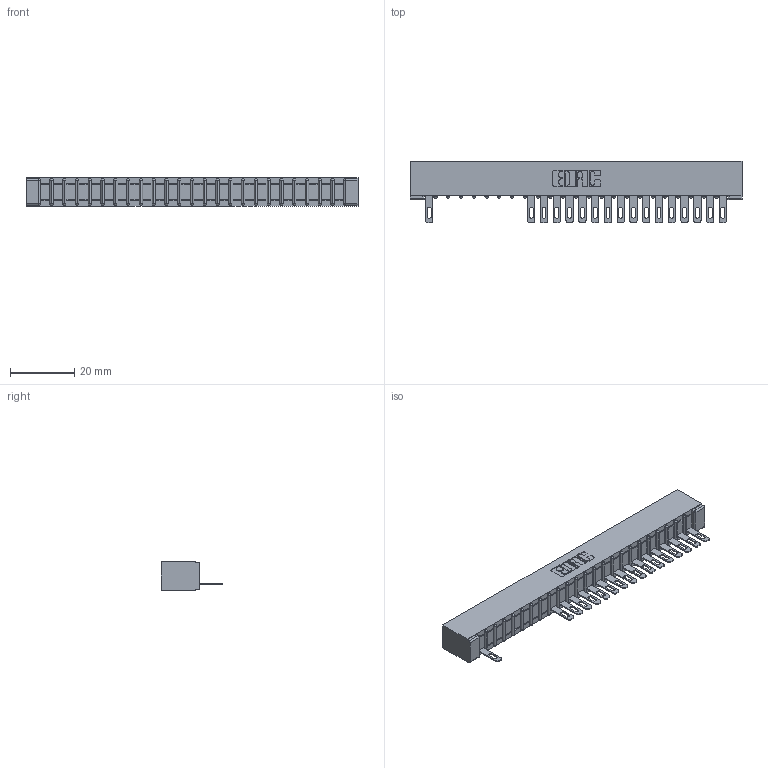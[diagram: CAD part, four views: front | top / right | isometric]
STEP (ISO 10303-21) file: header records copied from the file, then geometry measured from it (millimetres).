
FILE_DESCRIPTION (( 'STEP AP203' ), '1' );
FILE_NAME ('307-024-505-101.STEP', '2018-08-04T05:42:52', ( '' ), ( '' ), 'SwSTEP 2.0', 'SolidWorks 2016', '' );
FILE_SCHEMA (( 'CONFIG_CONTROL_DESIGN' ));
Length unit declared in the file: inch
Products named in the file (3): 307 Part_No Mounting Lugs; 307-290-001_505; 307-024-505-101
Assembly tree (18 placements, depth 2):
  307-024-505-101
    307 Part_No Mounting Lugs
    307-290-001_505  x17
Bounding box: 102.97 x 19.18 x 8.71 mm (x, y, z)
Volume: 6616.4 mm3; surface area: 10166.3 mm2
Topology: 18 solids, 18 shells, 1227 faces, 3501 edges, 2242 vertices
Faces by surface type: plane 762, cylinder 415, sphere 50
Entity records: 22266 total; most frequent: CARTESIAN_POINT 3773, ORIENTED_EDGE 3766, DIRECTION 3673, EDGE_CURVE 1883, LINE 1437, VECTOR 1437, VERTEX_POINT 1218, AXIS2_PLACEMENT_3D 1118
